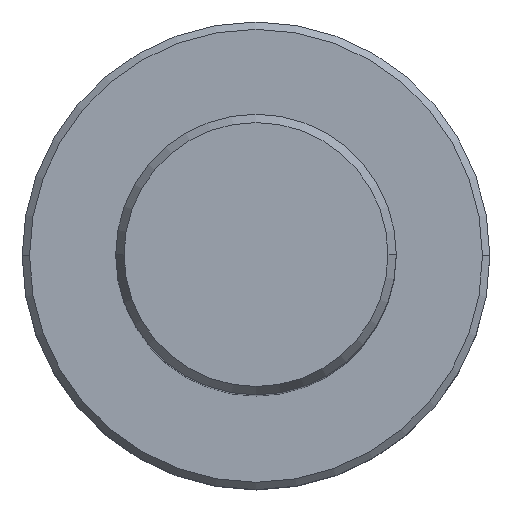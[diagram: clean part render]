
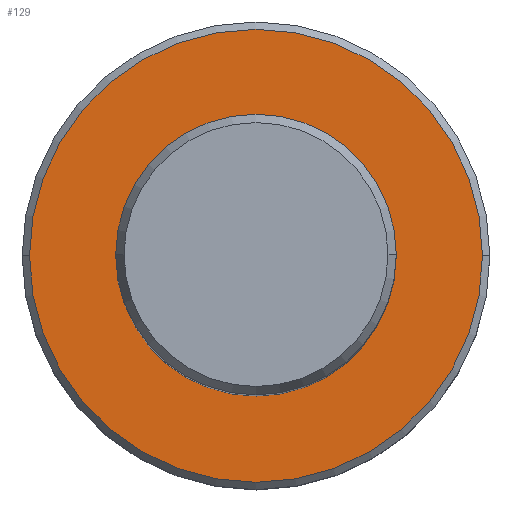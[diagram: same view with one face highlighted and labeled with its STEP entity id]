
A CAD part, top view. The second image highlights one B-rep face of the part: STEP entity #129.
In plain terms, the highlighted planar face has unit normal (0, 0, 1).
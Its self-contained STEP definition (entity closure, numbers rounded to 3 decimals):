
#28=PLANE('',#1030);
#31=FACE_BOUND('',#250,.T.);
#32=FACE_BOUND('',#251,.T.);
#129=ADVANCED_FACE('',(#31,#32),#28,.T.);
#250=EDGE_LOOP('',(#428,#429));
#251=EDGE_LOOP('',(#430,#431));
#428=ORIENTED_EDGE('',*,*,#616,.F.);
#429=ORIENTED_EDGE('',*,*,#617,.T.);
#430=ORIENTED_EDGE('',*,*,#612,.F.);
#431=ORIENTED_EDGE('',*,*,#615,.T.);
#518=VERTEX_POINT('',#1855);
#519=VERTEX_POINT('',#1856);
#520=VERTEX_POINT('',#1863);
#521=VERTEX_POINT('',#1864);
#612=EDGE_CURVE('',#518,#519,#725,.T.);
#615=EDGE_CURVE('',#518,#519,#726,.T.);
#616=EDGE_CURVE('',#520,#521,#727,.T.);
#617=EDGE_CURVE('',#520,#521,#728,.T.);
#725=CIRCLE('',#1024,9.025);
#726=CIRCLE('',#1026,9.025);
#727=CIRCLE('',#1028,15.375);
#728=CIRCLE('',#1029,15.375);
#1024=AXIS2_PLACEMENT_3D('',#1854,#1291,#1292);
#1026=AXIS2_PLACEMENT_3D('',#1860,#1297,#1298);
#1028=AXIS2_PLACEMENT_3D('',#1862,#1301,#1302);
#1029=AXIS2_PLACEMENT_3D('',#1865,#1303,#1304);
#1030=AXIS2_PLACEMENT_3D('',#1866,#1305,#1306);
#1291=DIRECTION('',(0.,0.,1.));
#1292=DIRECTION('',(1.,0.,0.));
#1297=DIRECTION('',(0.,0.,-1.));
#1298=DIRECTION('',(1.,0.,0.));
#1301=DIRECTION('',(0.,0.,-1.));
#1302=DIRECTION('',(1.,0.,0.));
#1303=DIRECTION('',(0.,0.,1.));
#1304=DIRECTION('',(1.,0.,0.));
#1305=DIRECTION('',(0.,0.,1.));
#1306=DIRECTION('',(1.,0.,0.));
#1854=CARTESIAN_POINT('',(0.,0.,0.));
#1855=CARTESIAN_POINT('',(9.025,0.,0.));
#1856=CARTESIAN_POINT('',(-9.025,0.,0.));
#1860=CARTESIAN_POINT('',(0.,0.,0.));
#1862=CARTESIAN_POINT('',(0.,0.,0.));
#1863=CARTESIAN_POINT('',(15.375,0.,0.));
#1864=CARTESIAN_POINT('',(-15.375,0.,0.));
#1865=CARTESIAN_POINT('',(0.,0.,0.));
#1866=CARTESIAN_POINT('',(0.,0.,0.));
